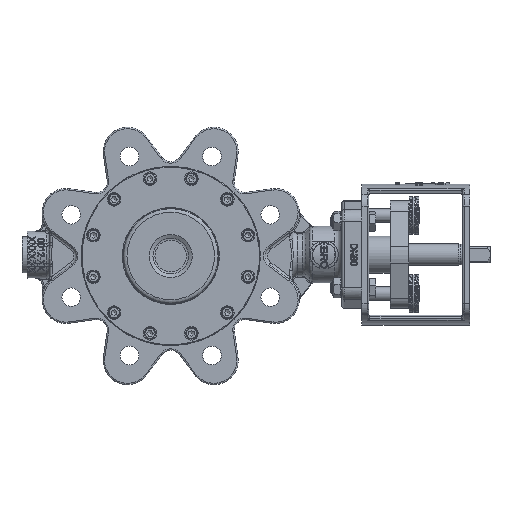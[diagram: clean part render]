
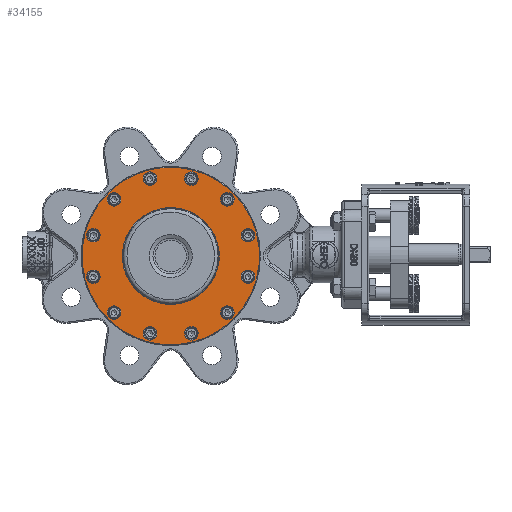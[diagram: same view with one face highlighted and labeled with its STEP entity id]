
A CAD part, front view. The second image highlights one B-rep face of the part: STEP entity #34155.
In plain terms, the highlighted planar face has unit normal (0, -1, 0).
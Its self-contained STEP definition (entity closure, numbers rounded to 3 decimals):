
#6122=PLANE('',#36703);
#6984=FACE_BOUND('',#10197,.T.);
#6985=FACE_BOUND('',#10198,.T.);
#6986=FACE_BOUND('',#10199,.T.);
#6987=FACE_BOUND('',#10200,.T.);
#6988=FACE_BOUND('',#10201,.T.);
#6989=FACE_BOUND('',#10202,.T.);
#6990=FACE_BOUND('',#10203,.T.);
#6991=FACE_BOUND('',#10204,.T.);
#6992=FACE_BOUND('',#10205,.T.);
#6993=FACE_BOUND('',#10206,.T.);
#6994=FACE_BOUND('',#10207,.T.);
#6995=FACE_BOUND('',#10208,.T.);
#6996=FACE_BOUND('',#10209,.T.);
#7793=FACE_OUTER_BOUND('',#10196,.T.);
#10196=EDGE_LOOP('',(#22950));
#10197=EDGE_LOOP('',(#22951));
#10198=EDGE_LOOP('',(#22952));
#10199=EDGE_LOOP('',(#22953));
#10200=EDGE_LOOP('',(#22954));
#10201=EDGE_LOOP('',(#22955));
#10202=EDGE_LOOP('',(#22956));
#10203=EDGE_LOOP('',(#22957));
#10204=EDGE_LOOP('',(#22958));
#10205=EDGE_LOOP('',(#22959));
#10206=EDGE_LOOP('',(#22960));
#10207=EDGE_LOOP('',(#22961));
#10208=EDGE_LOOP('',(#22962));
#10209=EDGE_LOOP('',(#22963));
#12597=CIRCLE('',#36636,0.5);
#12600=CIRCLE('',#36641,0.5);
#12602=CIRCLE('',#36645,0.5);
#12605=CIRCLE('',#36650,0.5);
#12607=CIRCLE('',#36654,0.5);
#12610=CIRCLE('',#36659,0.5);
#12612=CIRCLE('',#36663,0.5);
#12615=CIRCLE('',#36668,0.5);
#12617=CIRCLE('',#36672,0.5);
#12620=CIRCLE('',#36677,0.5);
#12623=CIRCLE('',#36682,0.5);
#12625=CIRCLE('',#36686,0.5);
#12632=CIRCLE('',#36699,6.6);
#12635=CIRCLE('',#36704,3.6);
#14268=VERTEX_POINT('',#49589);
#14271=VERTEX_POINT('',#49597);
#14273=VERTEX_POINT('',#49603);
#14276=VERTEX_POINT('',#49611);
#14278=VERTEX_POINT('',#49617);
#14281=VERTEX_POINT('',#49625);
#14283=VERTEX_POINT('',#49631);
#14286=VERTEX_POINT('',#49639);
#14288=VERTEX_POINT('',#49645);
#14291=VERTEX_POINT('',#49653);
#14294=VERTEX_POINT('',#49661);
#14296=VERTEX_POINT('',#49667);
#14303=VERTEX_POINT('',#49687);
#14306=VERTEX_POINT('',#49695);
#17581=EDGE_CURVE('',#14268,#14268,#12597,.T.);
#17584=EDGE_CURVE('',#14271,#14271,#12600,.T.);
#17586=EDGE_CURVE('',#14273,#14273,#12602,.T.);
#17589=EDGE_CURVE('',#14276,#14276,#12605,.T.);
#17591=EDGE_CURVE('',#14278,#14278,#12607,.T.);
#17594=EDGE_CURVE('',#14281,#14281,#12610,.T.);
#17596=EDGE_CURVE('',#14283,#14283,#12612,.T.);
#17599=EDGE_CURVE('',#14286,#14286,#12615,.T.);
#17601=EDGE_CURVE('',#14288,#14288,#12617,.T.);
#17604=EDGE_CURVE('',#14291,#14291,#12620,.T.);
#17607=EDGE_CURVE('',#14294,#14294,#12623,.T.);
#17609=EDGE_CURVE('',#14296,#14296,#12625,.T.);
#17616=EDGE_CURVE('',#14303,#14303,#12632,.T.);
#17619=EDGE_CURVE('',#14306,#14306,#12635,.T.);
#22950=ORIENTED_EDGE('',*,*,#17616,.F.);
#22951=ORIENTED_EDGE('',*,*,#17581,.T.);
#22952=ORIENTED_EDGE('',*,*,#17584,.T.);
#22953=ORIENTED_EDGE('',*,*,#17586,.T.);
#22954=ORIENTED_EDGE('',*,*,#17589,.T.);
#22955=ORIENTED_EDGE('',*,*,#17591,.T.);
#22956=ORIENTED_EDGE('',*,*,#17594,.T.);
#22957=ORIENTED_EDGE('',*,*,#17596,.T.);
#22958=ORIENTED_EDGE('',*,*,#17599,.T.);
#22959=ORIENTED_EDGE('',*,*,#17601,.T.);
#22960=ORIENTED_EDGE('',*,*,#17604,.T.);
#22961=ORIENTED_EDGE('',*,*,#17607,.T.);
#22962=ORIENTED_EDGE('',*,*,#17609,.T.);
#22963=ORIENTED_EDGE('',*,*,#17619,.T.);
#34155=ADVANCED_FACE('',(#7793,#6984,#6985,#6986,#6987,#6988,#6989,#6990,
#6991,#6992,#6993,#6994,#6995,#6996),#6122,.T.);
#36636=AXIS2_PLACEMENT_3D('',#49590,#40848,#40849);
#36641=AXIS2_PLACEMENT_3D('',#49598,#40858,#40859);
#36645=AXIS2_PLACEMENT_3D('',#49604,#40866,#40867);
#36650=AXIS2_PLACEMENT_3D('',#49612,#40876,#40877);
#36654=AXIS2_PLACEMENT_3D('',#49618,#40884,#40885);
#36659=AXIS2_PLACEMENT_3D('',#49626,#40894,#40895);
#36663=AXIS2_PLACEMENT_3D('',#49632,#40902,#40903);
#36668=AXIS2_PLACEMENT_3D('',#49640,#40912,#40913);
#36672=AXIS2_PLACEMENT_3D('',#49646,#40920,#40921);
#36677=AXIS2_PLACEMENT_3D('',#49654,#40930,#40931);
#36682=AXIS2_PLACEMENT_3D('',#49662,#40940,#40941);
#36686=AXIS2_PLACEMENT_3D('',#49668,#40948,#40949);
#36699=AXIS2_PLACEMENT_3D('',#49688,#40974,#40975);
#36703=AXIS2_PLACEMENT_3D('',#49694,#40982,#40983);
#36704=AXIS2_PLACEMENT_3D('',#49696,#40984,#40985);
#40848=DIRECTION('center_axis',(0.,1.,0.));
#40849=DIRECTION('ref_axis',(-0.966,0.,-0.259));
#40858=DIRECTION('center_axis',(0.,1.,0.));
#40859=DIRECTION('ref_axis',(-0.707,0.,-0.707));
#40866=DIRECTION('center_axis',(0.,1.,0.));
#40867=DIRECTION('ref_axis',(-0.259,0.,-0.966));
#40876=DIRECTION('center_axis',(0.,1.,0.));
#40877=DIRECTION('ref_axis',(0.259,0.,-0.966));
#40884=DIRECTION('center_axis',(0.,1.,0.));
#40885=DIRECTION('ref_axis',(0.707,0.,-0.707));
#40894=DIRECTION('center_axis',(0.,1.,0.));
#40895=DIRECTION('ref_axis',(0.966,0.,-0.259));
#40902=DIRECTION('center_axis',(0.,1.,0.));
#40903=DIRECTION('ref_axis',(0.966,0.,0.259));
#40912=DIRECTION('center_axis',(0.,1.,0.));
#40913=DIRECTION('ref_axis',(0.707,0.,0.707));
#40920=DIRECTION('center_axis',(0.,1.,0.));
#40921=DIRECTION('ref_axis',(0.259,0.,0.966));
#40930=DIRECTION('center_axis',(0.,1.,0.));
#40931=DIRECTION('ref_axis',(-0.259,0.,0.966));
#40940=DIRECTION('center_axis',(0.,1.,0.));
#40941=DIRECTION('ref_axis',(-0.966,0.,0.259));
#40948=DIRECTION('center_axis',(0.,1.,0.));
#40949=DIRECTION('ref_axis',(-0.707,0.,0.707));
#40974=DIRECTION('center_axis',(0.,1.,0.));
#40975=DIRECTION('ref_axis',(-0.707,0.,0.707));
#40982=DIRECTION('center_axis',(0.,-1.,0.));
#40983=DIRECTION('ref_axis',(0.707,0.,0.707));
#40984=DIRECTION('center_axis',(0.,1.,0.));
#40985=DIRECTION('ref_axis',(0.707,0.,-0.707));
#49589=CARTESIAN_POINT('',(1.057,-2.87,-5.877));
#49590=CARTESIAN_POINT('Origin',(1.54,-2.87,-5.747));
#49597=CARTESIAN_POINT('',(3.854,-2.87,-4.561));
#49598=CARTESIAN_POINT('Origin',(4.207,-2.87,-4.207));
#49603=CARTESIAN_POINT('',(5.618,-2.87,-2.023));
#49604=CARTESIAN_POINT('Origin',(5.747,-2.87,-1.54));
#49611=CARTESIAN_POINT('',(5.877,-2.87,1.057));
#49612=CARTESIAN_POINT('Origin',(5.747,-2.87,1.54));
#49617=CARTESIAN_POINT('',(4.561,-2.87,3.854));
#49618=CARTESIAN_POINT('Origin',(4.207,-2.87,4.207));
#49625=CARTESIAN_POINT('',(2.023,-2.87,5.618));
#49626=CARTESIAN_POINT('Origin',(1.54,-2.87,5.747));
#49631=CARTESIAN_POINT('',(-1.057,-2.87,5.877));
#49632=CARTESIAN_POINT('Origin',(-1.54,-2.87,5.747));
#49639=CARTESIAN_POINT('',(-3.854,-2.87,4.561));
#49640=CARTESIAN_POINT('Origin',(-4.207,-2.87,4.207));
#49645=CARTESIAN_POINT('',(-5.618,-2.87,2.023));
#49646=CARTESIAN_POINT('Origin',(-5.747,-2.87,1.54));
#49653=CARTESIAN_POINT('',(-5.877,-2.87,-1.057));
#49654=CARTESIAN_POINT('Origin',(-5.747,-2.87,-1.54));
#49661=CARTESIAN_POINT('',(-2.023,-2.87,-5.618));
#49662=CARTESIAN_POINT('Origin',(-1.54,-2.87,-5.747));
#49667=CARTESIAN_POINT('',(-4.561,-2.87,-3.854));
#49668=CARTESIAN_POINT('Origin',(-4.207,-2.87,-4.207));
#49687=CARTESIAN_POINT('',(4.667,-2.87,-4.667));
#49688=CARTESIAN_POINT('Origin',(0.,-2.87,0.));
#49694=CARTESIAN_POINT('Origin',(3.518,-2.87,-3.518));
#49695=CARTESIAN_POINT('',(2.546,-2.87,-2.546));
#49696=CARTESIAN_POINT('Origin',(0.,-2.87,
0.));
